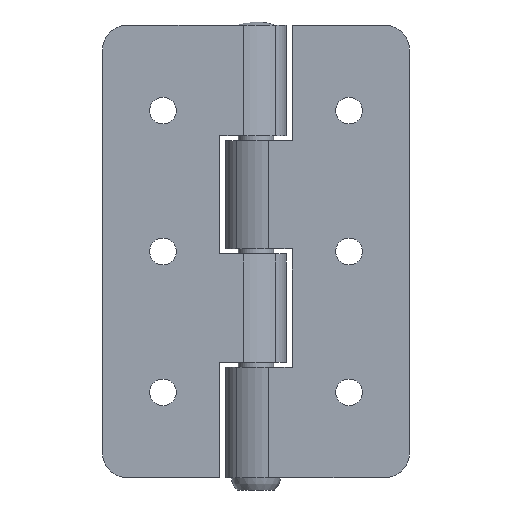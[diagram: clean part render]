
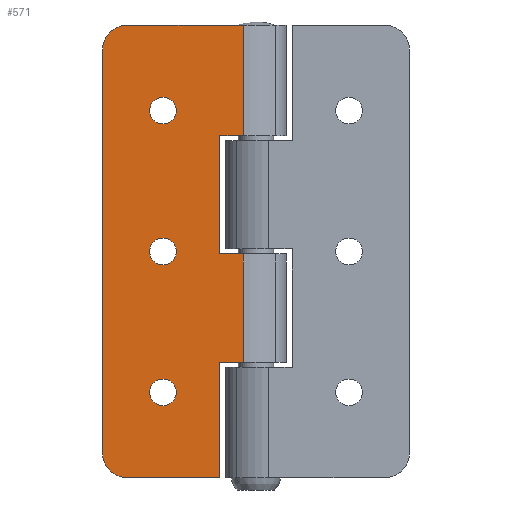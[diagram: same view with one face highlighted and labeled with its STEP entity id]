
A CAD part, front view. The second image highlights one B-rep face of the part: STEP entity #571.
In plain terms, the highlighted planar face has unit normal (0, -1, 0).
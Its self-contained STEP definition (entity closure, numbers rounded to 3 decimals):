
#36=PLANE('',#624);
#52=LINE('',#916,#85);
#54=LINE('',#920,#87);
#55=LINE('',#922,#88);
#56=LINE('',#924,#89);
#57=LINE('',#926,#90);
#58=LINE('',#928,#91);
#59=LINE('',#930,#92);
#60=LINE('',#932,#93);
#61=LINE('',#934,#94);
#62=LINE('',#936,#95);
#85=VECTOR('',#733,80.);
#87=VECTOR('',#737,18.309);
#88=VECTOR('',#738,23.);
#89=VECTOR('',#739,4.691);
#90=VECTOR('',#740,21.5);
#91=VECTOR('',#741,4.691);
#92=VECTOR('',#742,23.5);
#93=VECTOR('',#743,4.691);
#94=VECTOR('',#744,22.);
#95=VECTOR('',#745,23.);
#137=FACE_BOUND('',#204,.T.);
#138=FACE_BOUND('',#205,.T.);
#139=FACE_BOUND('',#206,.T.);
#162=FACE_OUTER_BOUND('',#203,.T.);
#203=EDGE_LOOP('',(#438,#439,#440,#441,#442,#443,#444,#445,#446,#447,#448,
#449));
#204=EDGE_LOOP('',(#450));
#205=EDGE_LOOP('',(#451));
#206=EDGE_LOOP('',(#452));
#245=CIRCLE('',#603,2.65);
#248=CIRCLE('',#608,2.65);
#251=CIRCLE('',#613,2.65);
#256=CIRCLE('',#620,5.);
#258=CIRCLE('',#625,5.);
#284=VERTEX_POINT('',#875);
#287=VERTEX_POINT('',#883);
#290=VERTEX_POINT('',#891);
#295=VERTEX_POINT('',#903);
#296=VERTEX_POINT('',#904);
#299=VERTEX_POINT('',#915);
#300=VERTEX_POINT('',#919);
#301=VERTEX_POINT('',#921);
#302=VERTEX_POINT('',#923);
#303=VERTEX_POINT('',#925);
#304=VERTEX_POINT('',#927);
#305=VERTEX_POINT('',#929);
#306=VERTEX_POINT('',#931);
#307=VERTEX_POINT('',#933);
#308=VERTEX_POINT('',#935);
#338=EDGE_CURVE('',#284,#284,#245,.T.);
#341=EDGE_CURVE('',#287,#287,#248,.T.);
#344=EDGE_CURVE('',#290,#290,#251,.T.);
#349=EDGE_CURVE('',#295,#296,#256,.T.);
#355=EDGE_CURVE('',#299,#296,#52,.T.);
#357=EDGE_CURVE('',#300,#295,#54,.T.);
#358=EDGE_CURVE('',#300,#301,#55,.T.);
#359=EDGE_CURVE('',#301,#302,#56,.T.);
#360=EDGE_CURVE('',#303,#302,#57,.T.);
#361=EDGE_CURVE('',#303,#304,#58,.T.);
#362=EDGE_CURVE('',#304,#305,#59,.T.);
#363=EDGE_CURVE('',#305,#306,#60,.T.);
#364=EDGE_CURVE('',#307,#306,#61,.T.);
#365=EDGE_CURVE('',#307,#308,#62,.T.);
#366=EDGE_CURVE('',#299,#308,#258,.T.);
#438=ORIENTED_EDGE('',*,*,#349,.F.);
#439=ORIENTED_EDGE('',*,*,#357,.F.);
#440=ORIENTED_EDGE('',*,*,#358,.T.);
#441=ORIENTED_EDGE('',*,*,#359,.T.);
#442=ORIENTED_EDGE('',*,*,#360,.F.);
#443=ORIENTED_EDGE('',*,*,#361,.T.);
#444=ORIENTED_EDGE('',*,*,#362,.T.);
#445=ORIENTED_EDGE('',*,*,#363,.T.);
#446=ORIENTED_EDGE('',*,*,#364,.F.);
#447=ORIENTED_EDGE('',*,*,#365,.T.);
#448=ORIENTED_EDGE('',*,*,#366,.F.);
#449=ORIENTED_EDGE('',*,*,#355,.T.);
#450=ORIENTED_EDGE('',*,*,#338,.T.);
#451=ORIENTED_EDGE('',*,*,#341,.T.);
#452=ORIENTED_EDGE('',*,*,#344,.T.);
#571=ADVANCED_FACE('',(#162,#137,#138,#139),#36,.T.);
#603=AXIS2_PLACEMENT_3D('',#876,#687,#688);
#608=AXIS2_PLACEMENT_3D('',#884,#697,#698);
#613=AXIS2_PLACEMENT_3D('',#892,#707,#708);
#620=AXIS2_PLACEMENT_3D('',#905,#721,#722);
#624=AXIS2_PLACEMENT_3D('',#918,#735,#736);
#625=AXIS2_PLACEMENT_3D('',#937,#746,#747);
#687=DIRECTION('center_axis',(0.,1.,0.));
#688=DIRECTION('ref_axis',(1.,0.,0.));
#697=DIRECTION('center_axis',(0.,1.,0.));
#698=DIRECTION('ref_axis',(1.,0.,0.));
#707=DIRECTION('center_axis',(0.,1.,0.));
#708=DIRECTION('ref_axis',(1.,0.,0.));
#721=DIRECTION('center_axis',(0.,1.,0.));
#722=DIRECTION('ref_axis',(-0.707,0.,-0.707));
#733=DIRECTION('',(0.,0.,-1.));
#735=DIRECTION('center_axis',(0.,-1.,0.));
#736=DIRECTION('ref_axis',(-1.,0.,0.));
#737=DIRECTION('',(-1.,0.,0.));
#738=DIRECTION('',(0.,0.,1.));
#739=DIRECTION('',(1.,0.,0.));
#740=DIRECTION('',(0.,0.,-1.));
#741=DIRECTION('',(-1.,0.,0.));
#742=DIRECTION('',(0.,0.,1.));
#743=DIRECTION('',(1.,0.,0.));
#744=DIRECTION('',(0.,0.,-1.));
#745=DIRECTION('',(-1.,0.,0.));
#746=DIRECTION('center_axis',(0.,1.,0.));
#747=DIRECTION('ref_axis',(-0.707,0.,0.707));
#875=CARTESIAN_POINT('',(-21.15,0.,-45.));
#876=CARTESIAN_POINT('Origin',(-18.5,0.,-45.));
#883=CARTESIAN_POINT('',(-21.15,0.,-17.));
#884=CARTESIAN_POINT('Origin',(-18.5,0.,-17.));
#891=CARTESIAN_POINT('',(-21.15,0.,-73.));
#892=CARTESIAN_POINT('Origin',(-18.5,0.,-73.));
#903=CARTESIAN_POINT('',(-25.5,0.,-90.));
#904=CARTESIAN_POINT('',(-30.5,0.,-85.));
#905=CARTESIAN_POINT('Origin',(-25.5,0.,-85.));
#915=CARTESIAN_POINT('',(-30.5,0.,-5.));
#916=CARTESIAN_POINT('',(-30.5,0.,0.));
#918=CARTESIAN_POINT('Origin',(-2.5,0.,0.));
#919=CARTESIAN_POINT('',(-7.191,0.,-90.));
#920=CARTESIAN_POINT('',(-2.5,0.,-90.));
#921=CARTESIAN_POINT('',(-7.191,0.,-67.));
#922=CARTESIAN_POINT('',(-7.191,0.,-45.));
#923=CARTESIAN_POINT('',(-2.5,0.,-67.));
#924=CARTESIAN_POINT('',(-4.845,0.,-67.));
#925=CARTESIAN_POINT('',(-2.5,0.,-45.5));
#926=CARTESIAN_POINT('',(-2.5,0.,0.));
#927=CARTESIAN_POINT('',(-7.191,0.,-45.5));
#928=CARTESIAN_POINT('',(4.04,0.,-45.5));
#929=CARTESIAN_POINT('',(-7.191,0.,-22.));
#930=CARTESIAN_POINT('',(-7.191,0.,-22.75));
#931=CARTESIAN_POINT('',(-2.5,0.,-22.));
#932=CARTESIAN_POINT('',(-4.845,0.,-22.));
#933=CARTESIAN_POINT('',(-2.5,0.,0.));
#934=CARTESIAN_POINT('',(-2.5,0.,0.));
#935=CARTESIAN_POINT('',(-25.5,0.,0.));
#936=CARTESIAN_POINT('',(-2.5,0.,0.));
#937=CARTESIAN_POINT('Origin',(-25.5,0.,-5.));
